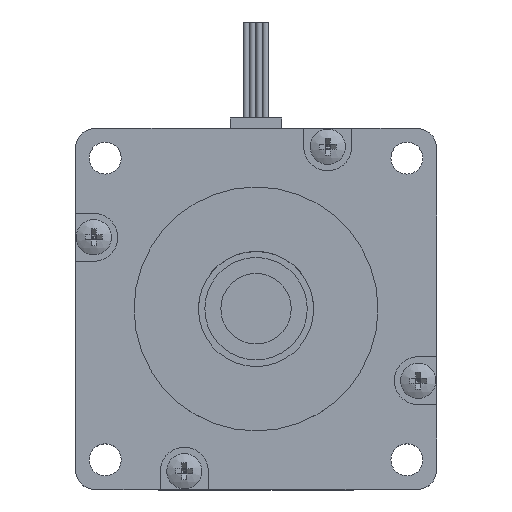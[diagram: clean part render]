
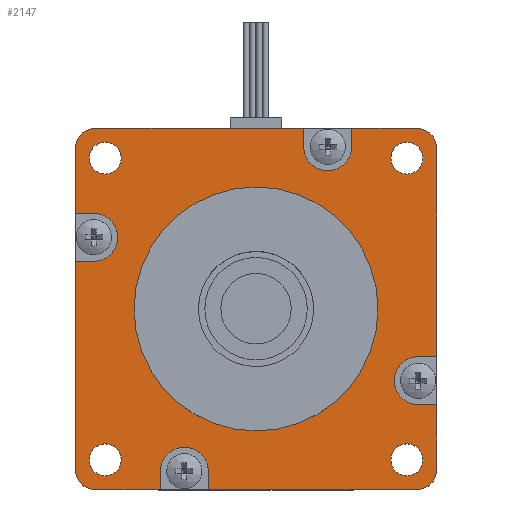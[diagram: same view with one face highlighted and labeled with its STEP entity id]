
A CAD part, top view. The second image highlights one B-rep face of the part: STEP entity #2147.
In plain terms, the highlighted planar face has unit normal (0, 0, 1).
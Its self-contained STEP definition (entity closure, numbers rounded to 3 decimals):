
#504=CARTESIAN_POINT('',(-28.2,-25.2,11.0));
#505=VERTEX_POINT('',#504);
#512=CARTESIAN_POINT('',(-28.2,7.45,11.0));
#513=VERTEX_POINT('',#512);
#514=CARTESIAN_POINT('',(-28.2,-25.2,11.0));
#515=DIRECTION('',(0.0,1.0,0.0));
#516=VECTOR('',#515,32.65);
#517=LINE('',#514,#516);
#518=EDGE_CURVE('',#505,#513,#517,.T.);
#536=CARTESIAN_POINT('',(-28.2,14.95,11.0));
#537=VERTEX_POINT('',#536);
#544=CARTESIAN_POINT('',(-28.2,25.2,11.0));
#545=VERTEX_POINT('',#544);
#546=CARTESIAN_POINT('',(-28.2,14.95,11.0));
#547=DIRECTION('',(0.0,1.0,0.0));
#548=VECTOR('',#547,10.25);
#549=LINE('',#546,#548);
#550=EDGE_CURVE('',#537,#545,#549,.T.);
#649=CARTESIAN_POINT('',(28.2,25.2,11.0));
#650=VERTEX_POINT('',#649);
#657=CARTESIAN_POINT('',(28.2,-7.45,11.0));
#658=VERTEX_POINT('',#657);
#659=CARTESIAN_POINT('',(28.2,25.2,11.0));
#660=DIRECTION('',(0.0,-1.0,0.0));
#661=VECTOR('',#660,32.65);
#662=LINE('',#659,#661);
#663=EDGE_CURVE('',#650,#658,#662,.T.);
#681=CARTESIAN_POINT('',(28.2,-14.95,11.0));
#682=VERTEX_POINT('',#681);
#689=CARTESIAN_POINT('',(28.2,-25.2,11.0));
#690=VERTEX_POINT('',#689);
#691=CARTESIAN_POINT('',(28.2,-14.95,11.0));
#692=DIRECTION('',(0.0,-1.0,0.0));
#693=VECTOR('',#692,10.25);
#694=LINE('',#691,#693);
#695=EDGE_CURVE('',#682,#690,#694,.T.);
#794=CARTESIAN_POINT('',(25.2,-28.2,11.0));
#795=VERTEX_POINT('',#794);
#802=CARTESIAN_POINT('',(-7.45,-28.2,11.0));
#803=VERTEX_POINT('',#802);
#804=CARTESIAN_POINT('',(25.2,-28.2,11.0));
#805=DIRECTION('',(-1.0,0.0,0.0));
#806=VECTOR('',#805,32.65);
#807=LINE('',#804,#806);
#808=EDGE_CURVE('',#795,#803,#807,.T.);
#826=CARTESIAN_POINT('',(-14.95,-28.2,11.0));
#827=VERTEX_POINT('',#826);
#834=CARTESIAN_POINT('',(-25.2,-28.2,11.0));
#835=VERTEX_POINT('',#834);
#836=CARTESIAN_POINT('',(-14.95,-28.2,11.0));
#837=DIRECTION('',(-1.0,0.0,0.0));
#838=VECTOR('',#837,10.25);
#839=LINE('',#836,#838);
#840=EDGE_CURVE('',#827,#835,#839,.T.);
#939=CARTESIAN_POINT('',(-25.2,28.2,11.0));
#940=VERTEX_POINT('',#939);
#947=CARTESIAN_POINT('',(7.45,28.2,11.0));
#948=VERTEX_POINT('',#947);
#949=CARTESIAN_POINT('',(-25.2,28.2,11.0));
#950=DIRECTION('',(1.0,0.0,0.0));
#951=VECTOR('',#950,32.65);
#952=LINE('',#949,#951);
#953=EDGE_CURVE('',#940,#948,#952,.T.);
#971=CARTESIAN_POINT('',(14.95,28.2,11.0));
#972=VERTEX_POINT('',#971);
#979=CARTESIAN_POINT('',(25.2,28.2,11.0));
#980=VERTEX_POINT('',#979);
#981=CARTESIAN_POINT('',(14.95,28.2,11.0));
#982=DIRECTION('',(1.0,0.0,0.0));
#983=VECTOR('',#982,10.25);
#984=LINE('',#981,#983);
#985=EDGE_CURVE('',#972,#980,#984,.T.);
#1728=CARTESIAN_POINT('',(-25.35,7.45,11.0));
#1729=VERTEX_POINT('',#1728);
#1730=CARTESIAN_POINT('',(-25.35,7.45,11.0));
#1731=DIRECTION('',(-1.0,0.0,0.0));
#1732=VECTOR('',#1731,2.85);
#1733=LINE('',#1730,#1732);
#1734=EDGE_CURVE('',#1729,#513,#1733,.T.);
#1760=CARTESIAN_POINT('',(-25.35,14.95,11.0));
#1761=VERTEX_POINT('',#1760);
#1762=CARTESIAN_POINT('',(-25.35,11.2,11.0));
#1763=DIRECTION('',(0.0,0.0,-1.0));
#1764=DIRECTION('',(0.0,-1.0,0.0));
#1765=AXIS2_PLACEMENT_3D('',#1762,#1763,#1764);
#1766=CIRCLE('',#1765,3.75);
#1767=EDGE_CURVE('',#1761,#1729,#1766,.T.);
#1790=CARTESIAN_POINT('',(-28.2,14.95,11.0));
#1791=DIRECTION('',(1.0,0.0,0.0));
#1792=VECTOR('',#1791,2.85);
#1793=LINE('',#1790,#1792);
#1794=EDGE_CURVE('',#537,#1761,#1793,.T.);
#1829=CARTESIAN_POINT('',(7.45,25.35,11.0));
#1830=VERTEX_POINT('',#1829);
#1831=CARTESIAN_POINT('',(7.45,25.35,11.0));
#1832=DIRECTION('',(0.0,1.0,0.0));
#1833=VECTOR('',#1832,2.85);
#1834=LINE('',#1831,#1833);
#1835=EDGE_CURVE('',#1830,#948,#1834,.T.);
#1861=CARTESIAN_POINT('',(14.95,25.35,11.0));
#1862=VERTEX_POINT('',#1861);
#1863=CARTESIAN_POINT('',(11.2,25.35,11.0));
#1864=DIRECTION('',(0.0,0.0,-1.0));
#1865=DIRECTION('',(-1.0,0.0,0.0));
#1866=AXIS2_PLACEMENT_3D('',#1863,#1864,#1865);
#1867=CIRCLE('',#1866,3.75);
#1868=EDGE_CURVE('',#1862,#1830,#1867,.T.);
#1891=CARTESIAN_POINT('',(14.95,28.2,11.0));
#1892=DIRECTION('',(0.0,-1.0,0.0));
#1893=VECTOR('',#1892,2.85);
#1894=LINE('',#1891,#1893);
#1895=EDGE_CURVE('',#972,#1862,#1894,.T.);
#1930=CARTESIAN_POINT('',(25.35,-7.45,11.0));
#1931=VERTEX_POINT('',#1930);
#1932=CARTESIAN_POINT('',(25.35,-7.45,11.0));
#1933=DIRECTION('',(1.0,0.0,0.0));
#1934=VECTOR('',#1933,2.85);
#1935=LINE('',#1932,#1934);
#1936=EDGE_CURVE('',#1931,#658,#1935,.T.);
#1962=CARTESIAN_POINT('',(25.35,-14.95,11.0));
#1963=VERTEX_POINT('',#1962);
#1964=CARTESIAN_POINT('',(25.35,-11.2,11.0));
#1965=DIRECTION('',(0.0,0.0,-1.0));
#1966=DIRECTION('',(0.0,1.0,0.0));
#1967=AXIS2_PLACEMENT_3D('',#1964,#1965,#1966);
#1968=CIRCLE('',#1967,3.75);
#1969=EDGE_CURVE('',#1963,#1931,#1968,.T.);
#1992=CARTESIAN_POINT('',(28.2,-14.95,11.0));
#1993=DIRECTION('',(-1.0,0.0,0.0));
#1994=VECTOR('',#1993,2.85);
#1995=LINE('',#1992,#1994);
#1996=EDGE_CURVE('',#682,#1963,#1995,.T.);
#2017=CARTESIAN_POINT('',(0.0,0.0,11.0));
#2018=DIRECTION('',(0.0,0.0,1.0));
#2019=DIRECTION('',(1.0,0.0,0.0));
#2020=AXIS2_PLACEMENT_3D('',#2017,#2018,#2019);
#2021=PLANE('',#2020);
#2022=ORIENTED_EDGE('',*,*,#1794,.T.);
#2023=ORIENTED_EDGE('',*,*,#1767,.T.);
#2024=ORIENTED_EDGE('',*,*,#1734,.T.);
#2025=ORIENTED_EDGE('',*,*,#518,.F.);
#2026=CARTESIAN_POINT('',(-25.2,-25.2,11.0));
#2027=DIRECTION('',(0.0,0.0,-1.0));
#2028=DIRECTION('',(-0.707,-0.707,0.0));
#2029=AXIS2_PLACEMENT_3D('',#2026,#2027,#2028);
#2030=CIRCLE('',#2029,3.0);
#2031=EDGE_CURVE('',#835,#505,#2030,.T.);
#2032=ORIENTED_EDGE('',*,*,#2031,.F.);
#2033=ORIENTED_EDGE('',*,*,#840,.F.);
#2034=CARTESIAN_POINT('',(-14.95,-25.35,11.0));
#2035=VERTEX_POINT('',#2034);
#2036=CARTESIAN_POINT('',(-14.95,-28.2,11.0));
#2037=DIRECTION('',(0.0,1.0,0.0));
#2038=VECTOR('',#2037,2.85);
#2039=LINE('',#2036,#2038);
#2040=EDGE_CURVE('',#827,#2035,#2039,.T.);
#2041=ORIENTED_EDGE('',*,*,#2040,.T.);
#2042=CARTESIAN_POINT('',(-7.45,-25.35,11.0));
#2043=VERTEX_POINT('',#2042);
#2044=CARTESIAN_POINT('',(-11.2,-25.35,11.0));
#2045=DIRECTION('',(0.0,0.0,-1.0));
#2046=DIRECTION('',(1.0,0.0,0.0));
#2047=AXIS2_PLACEMENT_3D('',#2044,#2045,#2046);
#2048=CIRCLE('',#2047,3.75);
#2049=EDGE_CURVE('',#2035,#2043,#2048,.T.);
#2050=ORIENTED_EDGE('',*,*,#2049,.T.);
#2051=CARTESIAN_POINT('',(-7.45,-25.35,11.0));
#2052=DIRECTION('',(0.0,-1.0,0.0));
#2053=VECTOR('',#2052,2.85);
#2054=LINE('',#2051,#2053);
#2055=EDGE_CURVE('',#2043,#803,#2054,.T.);
#2056=ORIENTED_EDGE('',*,*,#2055,.T.);
#2057=ORIENTED_EDGE('',*,*,#808,.F.);
#2058=CARTESIAN_POINT('',(25.2,-25.2,11.0));
#2059=DIRECTION('',(0.0,0.0,-1.0));
#2060=DIRECTION('',(0.707,-0.707,0.0));
#2061=AXIS2_PLACEMENT_3D('',#2058,#2059,#2060);
#2062=CIRCLE('',#2061,3.0);
#2063=EDGE_CURVE('',#690,#795,#2062,.T.);
#2064=ORIENTED_EDGE('',*,*,#2063,.F.);
#2065=ORIENTED_EDGE('',*,*,#695,.F.);
#2066=ORIENTED_EDGE('',*,*,#1996,.T.);
#2067=ORIENTED_EDGE('',*,*,#1969,.T.);
#2068=ORIENTED_EDGE('',*,*,#1936,.T.);
#2069=ORIENTED_EDGE('',*,*,#663,.F.);
#2070=CARTESIAN_POINT('',(25.2,25.2,11.0));
#2071=DIRECTION('',(0.0,0.0,-1.0));
#2072=DIRECTION('',(0.707,0.707,0.0));
#2073=AXIS2_PLACEMENT_3D('',#2070,#2071,#2072);
#2074=CIRCLE('',#2073,3.0);
#2075=EDGE_CURVE('',#980,#650,#2074,.T.);
#2076=ORIENTED_EDGE('',*,*,#2075,.F.);
#2077=ORIENTED_EDGE('',*,*,#985,.F.);
#2078=ORIENTED_EDGE('',*,*,#1895,.T.);
#2079=ORIENTED_EDGE('',*,*,#1868,.T.);
#2080=ORIENTED_EDGE('',*,*,#1835,.T.);
#2081=ORIENTED_EDGE('',*,*,#953,.F.);
#2082=CARTESIAN_POINT('',(-25.2,25.2,11.0));
#2083=DIRECTION('',(0.0,0.0,-1.0));
#2084=DIRECTION('',(-0.707,0.707,0.0));
#2085=AXIS2_PLACEMENT_3D('',#2082,#2083,#2084);
#2086=CIRCLE('',#2085,3.0);
#2087=EDGE_CURVE('',#545,#940,#2086,.T.);
#2088=ORIENTED_EDGE('',*,*,#2087,.F.);
#2089=ORIENTED_EDGE('',*,*,#550,.F.);
#2090=EDGE_LOOP('',(#2022,#2023,#2024,#2025,#2032,#2033,#2041,#2050,#2056,#2057,#2064,#2065,#2066,#2067,#2068,#2069,#2076,#2077,#2078,#2079,#2080,#2081,#2088,#2089));
#2091=FACE_OUTER_BOUND('',#2090,.T.);
#2092=CARTESIAN_POINT('',(26.07,-23.57,11.0));
#2093=VERTEX_POINT('',#2092);
#2094=CARTESIAN_POINT('',(23.57,-23.57,11.));
#2095=DIRECTION('',(0.0,0.0,-1.0));
#2096=DIRECTION('',(1.0,0.0,0.0));
#2097=AXIS2_PLACEMENT_3D('',#2094,#2095,#2096);
#2098=CIRCLE('',#2097,2.5);
#2099=EDGE_CURVE('',#2093,#2093,#2098,.T.);
#2100=ORIENTED_EDGE('',*,*,#2099,.T.);
#2101=EDGE_LOOP('',(#2100));
#2102=FACE_BOUND('',#2101,.T.);
#2103=CARTESIAN_POINT('',(26.07,23.57,11.0));
#2104=VERTEX_POINT('',#2103);
#2105=CARTESIAN_POINT('',(23.57,23.57,11.));
#2106=DIRECTION('',(0.0,0.0,-1.0));
#2107=DIRECTION('',(1.0,0.0,0.0));
#2108=AXIS2_PLACEMENT_3D('',#2105,#2106,#2107);
#2109=CIRCLE('',#2108,2.5);
#2110=EDGE_CURVE('',#2104,#2104,#2109,.T.);
#2111=ORIENTED_EDGE('',*,*,#2110,.T.);
#2112=EDGE_LOOP('',(#2111));
#2113=FACE_BOUND('',#2112,.T.);
#2114=CARTESIAN_POINT('',(-21.07,-23.57,11.0));
#2115=VERTEX_POINT('',#2114);
#2116=CARTESIAN_POINT('',(-23.57,-23.57,11.));
#2117=DIRECTION('',(0.0,0.0,-1.0));
#2118=DIRECTION('',(1.0,0.0,0.0));
#2119=AXIS2_PLACEMENT_3D('',#2116,#2117,#2118);
#2120=CIRCLE('',#2119,2.5);
#2121=EDGE_CURVE('',#2115,#2115,#2120,.T.);
#2122=ORIENTED_EDGE('',*,*,#2121,.T.);
#2123=EDGE_LOOP('',(#2122));
#2124=FACE_BOUND('',#2123,.T.);
#2125=CARTESIAN_POINT('',(-21.07,23.57,11.0));
#2126=VERTEX_POINT('',#2125);
#2127=CARTESIAN_POINT('',(-23.57,23.57,11.));
#2128=DIRECTION('',(0.0,0.0,-1.0));
#2129=DIRECTION('',(1.0,0.0,0.0));
#2130=AXIS2_PLACEMENT_3D('',#2127,#2128,#2129);
#2131=CIRCLE('',#2130,2.5);
#2132=EDGE_CURVE('',#2126,#2126,#2131,.T.);
#2133=ORIENTED_EDGE('',*,*,#2132,.T.);
#2134=EDGE_LOOP('',(#2133));
#2135=FACE_BOUND('',#2134,.T.);
#2136=CARTESIAN_POINT('',(19.05,0.,11.0));
#2137=VERTEX_POINT('',#2136);
#2138=CARTESIAN_POINT('',(0.0,0.0,11.0));
#2139=DIRECTION('',(0.0,0.0,-1.0));
#2140=DIRECTION('',(-1.0,0.0,0.0));
#2141=AXIS2_PLACEMENT_3D('',#2138,#2139,#2140);
#2142=CIRCLE('',#2141,19.05);
#2143=EDGE_CURVE('',#2137,#2137,#2142,.T.);
#2144=ORIENTED_EDGE('',*,*,#2143,.T.);
#2145=EDGE_LOOP('',(#2144));
#2146=FACE_BOUND('',#2145,.T.);
#2147=ADVANCED_FACE('',(#2091,#2102,#2113,#2124,#2135,#2146),#2021,.T.);
